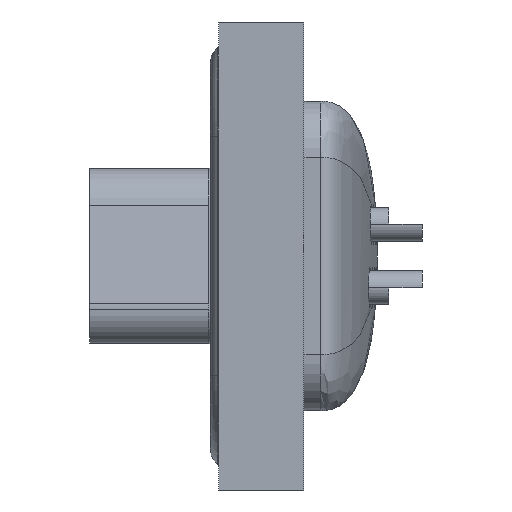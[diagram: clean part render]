
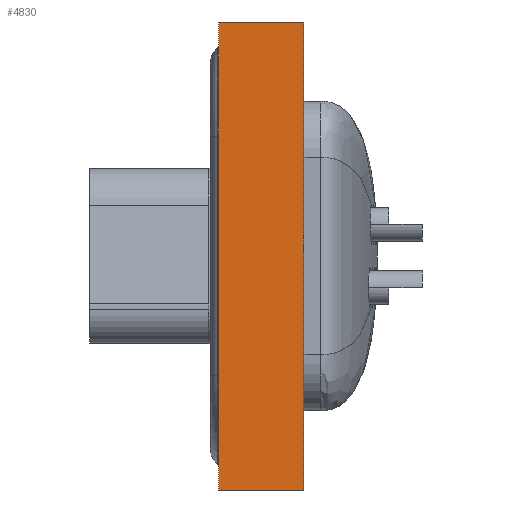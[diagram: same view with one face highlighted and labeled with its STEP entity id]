
A CAD part, left-side view. The second image highlights one B-rep face of the part: STEP entity #4830.
In plain terms, the highlighted planar face has unit normal (-1, 0, 0).
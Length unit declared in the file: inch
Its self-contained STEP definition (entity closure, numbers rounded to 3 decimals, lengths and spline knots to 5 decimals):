
#4830 = ADVANCED_FACE ( 'NONE', ( #13377 ), #13376, .F. ) ;
#4831 = EDGE_LOOP ( 'NONE', ( #4832, #4836, #4839, #4842 ) ) ;
#4832 = ORIENTED_EDGE ( 'NONE', *, *, #4833, .T. ) ;
#4833 = EDGE_CURVE ( 'NONE', #4834, #4835, #13371, .T. ) ;
#4834 = VERTEX_POINT ( 'NONE', #13367 ) ;
#4835 = VERTEX_POINT ( 'NONE', #13366 ) ;
#4836 = ORIENTED_EDGE ( 'NONE', *, *, #4837, .F. ) ;
#4837 = EDGE_CURVE ( 'NONE', #4838, #4835, #13365, .T. ) ;
#4838 = VERTEX_POINT ( 'NONE', #13361 ) ;
#4839 = ORIENTED_EDGE ( 'NONE', *, *, #4840, .F. ) ;
#4840 = EDGE_CURVE ( 'NONE', #4841, #4838, #13360, .T. ) ;
#4841 = VERTEX_POINT ( 'NONE', #13356 ) ;
#4842 = ORIENTED_EDGE ( 'NONE', *, *, #4898, .T. ) ;
#4898 = EDGE_CURVE ( 'NONE', #4841, #4834, #13507, .T. ) ;
#13356 = CARTESIAN_POINT ( 'NONE',  ( -1.2695, 0.07579, -0.41535 ) ) ;
#13357 = DIRECTION ( 'NONE',  ( 0., 0., 1. ) ) ;
#13358 = VECTOR ( 'NONE', #13357, 39.37008 ) ;
#13359 = CARTESIAN_POINT ( 'NONE',  ( -1.2695, 0.07579, -0.41535 ) ) ;
#13360 = LINE ( 'NONE', #13359, #13358 ) ;
#13361 = CARTESIAN_POINT ( 'NONE',  ( -1.2695, 0.07579, 0.41535 ) ) ;
#13362 = DIRECTION ( 'NONE',  ( 0., -1., 0. ) ) ;
#13363 = VECTOR ( 'NONE', #13362, 39.37008 ) ;
#13364 = CARTESIAN_POINT ( 'NONE',  ( -1.2695, 0.07579, 0.41535 ) ) ;
#13365 = LINE ( 'NONE', #13364, #13363 ) ;
#13366 = CARTESIAN_POINT ( 'NONE',  ( -1.2695, -0.07579, 0.41535 ) ) ;
#13367 = CARTESIAN_POINT ( 'NONE',  ( -1.2695, -0.07579, -0.41535 ) ) ;
#13368 = DIRECTION ( 'NONE',  ( 0., 0., 1. ) ) ;
#13369 = VECTOR ( 'NONE', #13368, 39.37008 ) ;
#13370 = CARTESIAN_POINT ( 'NONE',  ( -1.2695, -0.07579, -0.41535 ) ) ;
#13371 = LINE ( 'NONE', #13370, #13369 ) ;
#13372 = DIRECTION ( 'NONE',  ( 0., 0., -1. ) ) ;
#13373 = DIRECTION ( 'NONE',  ( 1., 0., 0. ) ) ;
#13374 = CARTESIAN_POINT ( 'NONE',  ( -1.2695, 0.07579, -0.41535 ) ) ;
#13375 = AXIS2_PLACEMENT_3D ( 'NONE', #13374, #13373, #13372 ) ;
#13376 = PLANE ( 'NONE',  #13375 ) ;
#13377 = FACE_OUTER_BOUND ( 'NONE', #4831, .T. ) ;
#13504 = DIRECTION ( 'NONE',  ( 0., -1., 0. ) ) ;
#13505 = VECTOR ( 'NONE', #13504, 39.37008 ) ;
#13506 = CARTESIAN_POINT ( 'NONE',  ( -1.2695, 0.07579, -0.41535 ) ) ;
#13507 = LINE ( 'NONE', #13506, #13505 ) ;
